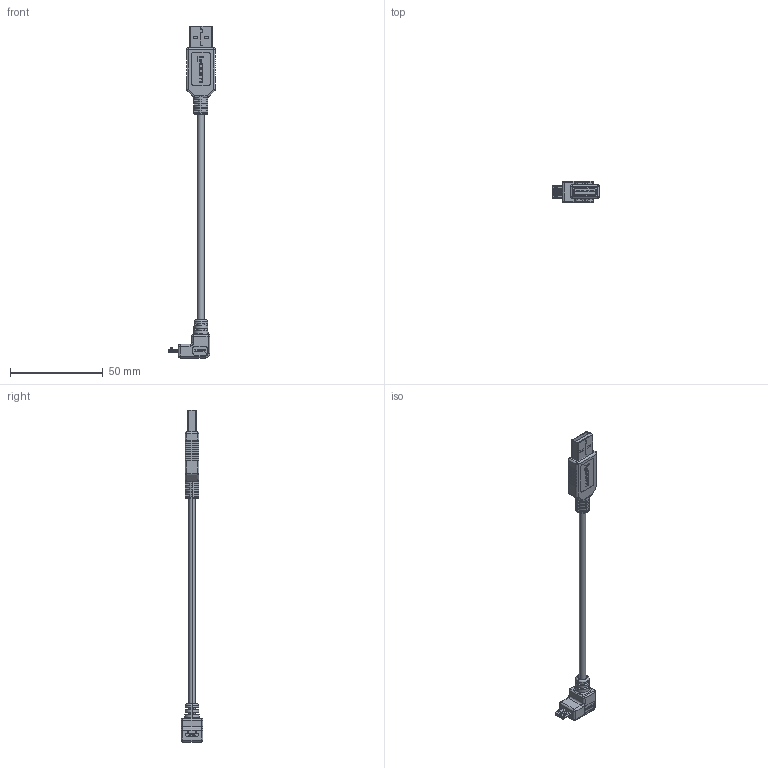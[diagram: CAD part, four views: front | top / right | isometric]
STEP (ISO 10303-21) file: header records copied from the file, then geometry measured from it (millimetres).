
FILE_DESCRIPTION (( 'STEP AP214' ), '1' );
FILE_NAME ('CAA-90UMICB.STEP', '2012-10-11T14:21:21', ( 'x' ), ( '' ), 'SwSTEP 2.0', 'SolidWorks 2012', '' );
FILE_SCHEMA (( 'AUTOMOTIVE_DESIGN' ));
Length unit declared in the file: inch
Products named in the file (14): MTN-630_UP ANGLE WITH LOGO; MTN-631; 1AA05-032; MTN-630_WITH LOGO; 3AB06-025_NEW LOGO; MTN-151_NEW LOGO; 1AA05-003_CRIMPED; 1AA05-003-MA5; 1AA05-003-MA4; 1AA05-003-MA3; 1AA05-003-MA2_CRIMPED; 1AA05-003-MA1; CSMUAMB5-MA1; CAA-90UMICB
Assembly tree (16 placements, depth 4):
  CAA-90UMICB
    CSMUAMB5-MA1
    3AB06-025_NEW LOGO
      1AA05-003_CRIMPED
        1AA05-003-MA1
        1AA05-003-MA2_CRIMPED
        1AA05-003-MA3
        1AA05-003-MA4  x4
        1AA05-003-MA5
      MTN-151_NEW LOGO
    MTN-630_UP ANGLE WITH LOGO
      MTN-630_WITH LOGO
      1AA05-032
      MTN-631
Bounding box: 25.3 x 11.81 x 179.23 mm (x, y, z)
Volume: 8420.8 mm3; surface area: 9187.8 mm2
Topology: 15 solids, 15 shells, 851 faces, 2261 edges, 1452 vertices
Faces by surface type: plane 560, cylinder 183, bspline 66, sphere 24, torus 16, cone 2
Entity records: 28445 total; most frequent: CARTESIAN_POINT 6369, ORIENTED_EDGE 4282, DIRECTION 3893, EDGE_CURVE 2141, VECTOR 1543, LINE 1543, VERTEX_POINT 1392, AXIS2_PLACEMENT_3D 1175
